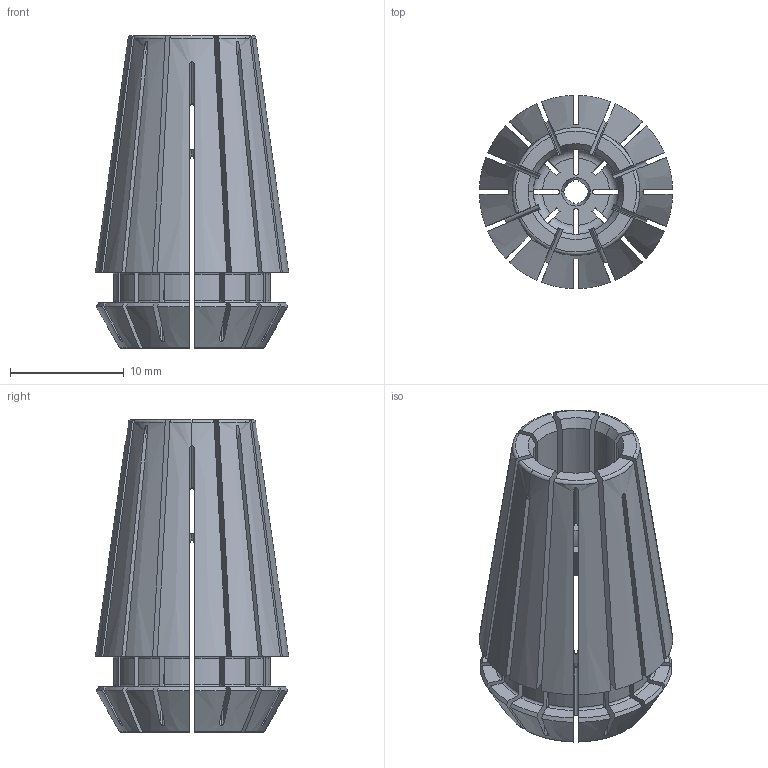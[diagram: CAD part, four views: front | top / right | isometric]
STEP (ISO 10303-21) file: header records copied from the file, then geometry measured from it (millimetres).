
FILE_DESCRIPTION(('HOOPS Exchange Step'),'2;1');
FILE_NAME('export-3BC551A4-7DFB-40CC-8894-5A433616F012.stp','2023-01-21T17:31:24+01:00',('Engineering'),('Alibre'),'HOOPS Exchange 2021.0','Alibre','Unknown authorisation');
FILE_SCHEMA( ('AP242_MANAGED_MODEL_BASED_3D_ENGINEERING_MIM_LF {1 0 10303 442 1 1 4 }') );
Length unit declared in the file: millimetre
Products named in the file (1): 6222 Single MR 16 Collet 2.00mm micRun Swiss Quality
Bounding box: 16.99 x 16.99 x 27.5 mm (x, y, z)
Volume: 3171.7 mm3; surface area: 4877 mm2
Topology: 1 solids, 1 shells, 283 faces, 896 edges, 594 vertices
Faces by surface type: plane 89, cylinder 78, torus 64, cone 52
Entity records: 10731 total; most frequent: CARTESIAN_POINT 3159, ORIENTED_EDGE 1792, DIRECTION 1376, EDGE_CURVE 896, VERTEX_POINT 594, AXIS2_PLACEMENT_3D 539, B_SPLINE_CURVE_WITH_KNOTS 344, VECTOR 298
